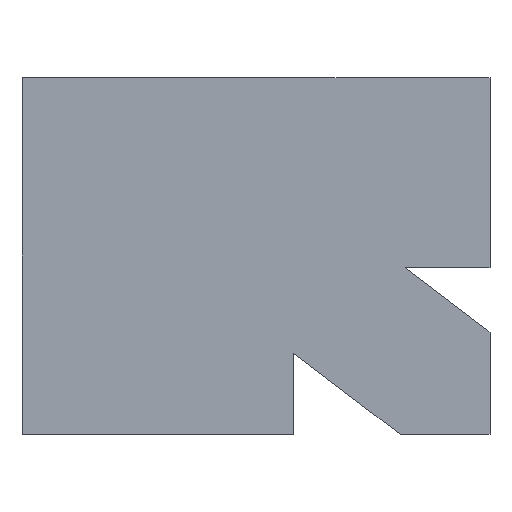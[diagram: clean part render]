
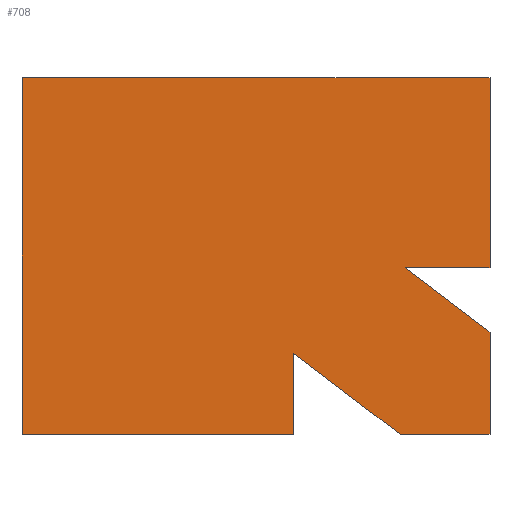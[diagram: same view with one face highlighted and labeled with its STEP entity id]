
A CAD part, front view. The second image highlights one B-rep face of the part: STEP entity #708.
In plain terms, the highlighted planar face has unit normal (0, -1, 0).
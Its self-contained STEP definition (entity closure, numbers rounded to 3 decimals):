
#12 = VECTOR ( 'NONE', #735, 1000. ) ;
#13 = DIRECTION ( 'NONE',  ( 0., 0., -1. ) ) ;
#29 = LINE ( 'NONE', #1070, #245 ) ;
#51 = VECTOR ( 'NONE', #490, 1000. ) ;
#90 = ORIENTED_EDGE ( 'NONE', *, *, #945, .F. ) ;
#104 = LINE ( 'NONE', #125, #698 ) ;
#115 = LINE ( 'NONE', #1116, #209 ) ;
#125 = CARTESIAN_POINT ( 'NONE',  ( -1.515, 0., -1.989 ) ) ;
#146 = LINE ( 'NONE', #1009, #51 ) ;
#149 = CARTESIAN_POINT ( 'NONE',  ( -16.875, 0., 16. ) ) ;
#209 = VECTOR ( 'NONE', #481, 1000. ) ;
#216 = VERTEX_POINT ( 'NONE', #915 ) ;
#234 = AXIS2_PLACEMENT_3D ( 'NONE', #519, #731, #1039 ) ;
#239 = CARTESIAN_POINT ( 'NONE',  ( -17.087, 0., 9.875 ) ) ;
#241 = VECTOR ( 'NONE', #792, 1000. ) ;
#245 = VECTOR ( 'NONE', #954, 1000. ) ;
#246 = ORIENTED_EDGE ( 'NONE', *, *, #394, .F. ) ;
#267 = CARTESIAN_POINT ( 'NONE',  ( -13.777, 0., 16. ) ) ;
#274 = LINE ( 'NONE', #1156, #12 ) ;
#278 = LINE ( 'NONE', #409, #593 ) ;
#288 = CARTESIAN_POINT ( 'NONE',  ( -13.777, 0., 13.64 ) ) ;
#295 = FACE_OUTER_BOUND ( 'NONE', #1154, .T. ) ;
#301 = EDGE_CURVE ( 'NONE', #785, #1152, #724, .T. ) ;
#306 = CARTESIAN_POINT ( 'NONE',  ( -21., 0., 9.875 ) ) ;
#307 = PLANE ( 'NONE',  #234 ) ;
#309 = LINE ( 'NONE', #1035, #433 ) ;
#394 = EDGE_CURVE ( 'NONE', #809, #718, #278, .T. ) ;
#409 = CARTESIAN_POINT ( 'NONE',  ( -13.777, 0., 28.304 ) ) ;
#418 = ORIENTED_EDGE ( 'NONE', *, *, #499, .T. ) ;
#433 = VECTOR ( 'NONE', #515, 1000. ) ;
#448 = VECTOR ( 'NONE', #1135, 1000. ) ;
#469 = ORIENTED_EDGE ( 'NONE', *, *, #1110, .F. ) ;
#470 = EDGE_CURVE ( 'NONE', #216, #892, #29, .T. ) ;
#474 = CARTESIAN_POINT ( 'NONE',  ( -13.777, 0., 23. ) ) ;
#481 = DIRECTION ( 'NONE',  ( -1., 0., 0. ) ) ;
#488 = VERTEX_POINT ( 'NONE', #239 ) ;
#490 = DIRECTION ( 'NONE',  ( 0., 0., -1. ) ) ;
#494 = ORIENTED_EDGE ( 'NONE', *, *, #301, .T. ) ;
#499 = EDGE_CURVE ( 'NONE', #563, #488, #104, .T. ) ;
#504 = LINE ( 'NONE', #696, #1307 ) ;
#515 = DIRECTION ( 'NONE',  ( 0., 0., 1. ) ) ;
#519 = CARTESIAN_POINT ( 'NONE',  ( 0., 0., 0. ) ) ;
#563 = VERTEX_POINT ( 'NONE', #746 ) ;
#567 = ORIENTED_EDGE ( 'NONE', *, *, #1129, .F. ) ;
#581 = ORIENTED_EDGE ( 'NONE', *, *, #470, .F. ) ;
#589 = DIRECTION ( 'NONE',  ( 0., 0., 1. ) ) ;
#593 = VECTOR ( 'NONE', #13, 1000. ) ;
#663 = EDGE_CURVE ( 'NONE', #918, #563, #309, .T. ) ;
#691 = CARTESIAN_POINT ( 'NONE',  ( -33.521, 0., 9.875 ) ) ;
#696 = CARTESIAN_POINT ( 'NONE',  ( -31., 0., 23. ) ) ;
#698 = VECTOR ( 'NONE', #1176, 1000. ) ;
#708 = ADVANCED_FACE ( 'NONE', ( #295 ), #307, .T. ) ;
#718 = VERTEX_POINT ( 'NONE', #1047 ) ;
#724 = LINE ( 'NONE', #1320, #448 ) ;
#731 = DIRECTION ( 'NONE',  ( 0., -1., 0. ) ) ;
#735 = DIRECTION ( 'NONE',  ( 0.795, 0., -0.606 ) ) ;
#746 = CARTESIAN_POINT ( 'NONE',  ( -21., 0., 12.857 ) ) ;
#785 = VERTEX_POINT ( 'NONE', #149 ) ;
#792 = DIRECTION ( 'NONE',  ( -1., 0., 0. ) ) ;
#809 = VERTEX_POINT ( 'NONE', #288 ) ;
#892 = VERTEX_POINT ( 'NONE', #474 ) ;
#915 = CARTESIAN_POINT ( 'NONE',  ( -31., 0., 23. ) ) ;
#918 = VERTEX_POINT ( 'NONE', #306 ) ;
#943 = LINE ( 'NONE', #691, #241 ) ;
#945 = EDGE_CURVE ( 'NONE', #785, #809, #274, .T. ) ;
#954 = DIRECTION ( 'NONE',  ( 1., 0., 0. ) ) ;
#1009 = CARTESIAN_POINT ( 'NONE',  ( -13.777, 0., 28.304 ) ) ;
#1032 = ORIENTED_EDGE ( 'NONE', *, *, #663, .T. ) ;
#1035 = CARTESIAN_POINT ( 'NONE',  ( -21., 0., 16. ) ) ;
#1039 = DIRECTION ( 'NONE',  ( 0., 0., -1. ) ) ;
#1047 = CARTESIAN_POINT ( 'NONE',  ( -13.777, 0., 9.875 ) ) ;
#1070 = CARTESIAN_POINT ( 'NONE',  ( -31., 0., 23. ) ) ;
#1091 = EDGE_CURVE ( 'NONE', #892, #1152, #146, .T. ) ;
#1110 = EDGE_CURVE ( 'NONE', #918, #1215, #943, .T. ) ;
#1116 = CARTESIAN_POINT ( 'NONE',  ( -33.521, 0., 9.875 ) ) ;
#1129 = EDGE_CURVE ( 'NONE', #1215, #216, #504, .T. ) ;
#1135 = DIRECTION ( 'NONE',  ( 1., 0., 0. ) ) ;
#1140 = EDGE_CURVE ( 'NONE', #718, #488, #115, .T. ) ;
#1152 = VERTEX_POINT ( 'NONE', #267 ) ;
#1154 = EDGE_LOOP ( 'NONE', ( #1259, #581, #567, #469, #1032, #418, #1165, #246, #90, #494 ) ) ;
#1156 = CARTESIAN_POINT ( 'NONE',  ( 1.515, 0., 1.989 ) ) ;
#1165 = ORIENTED_EDGE ( 'NONE', *, *, #1140, .F. ) ;
#1176 = DIRECTION ( 'NONE',  ( 0.795, 0., -0.606 ) ) ;
#1215 = VERTEX_POINT ( 'NONE', #1264 ) ;
#1259 = ORIENTED_EDGE ( 'NONE', *, *, #1091, .F. ) ;
#1264 = CARTESIAN_POINT ( 'NONE',  ( -31., 0., 9.875 ) ) ;
#1307 = VECTOR ( 'NONE', #589, 1000. ) ;
#1320 = CARTESIAN_POINT ( 'NONE',  ( -21., 0., 16. ) ) ;
